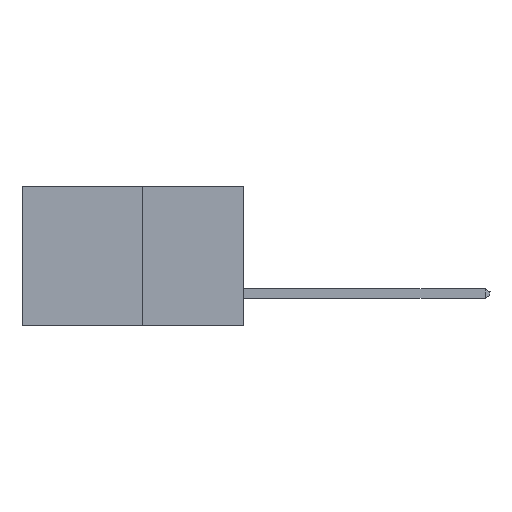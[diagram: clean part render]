
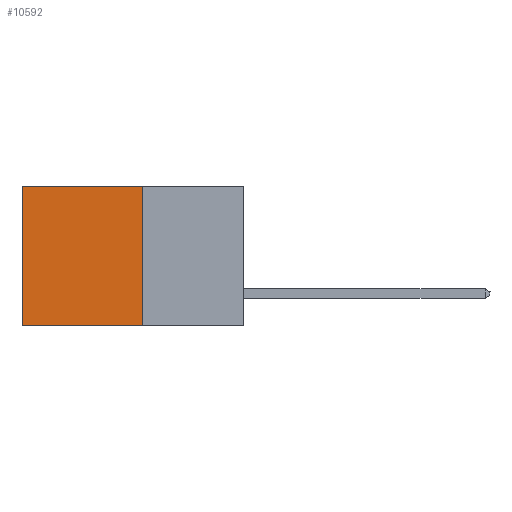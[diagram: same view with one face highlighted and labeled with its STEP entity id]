
A CAD part, left-side view. The second image highlights one B-rep face of the part: STEP entity #10592.
In plain terms, the highlighted planar face has unit normal (-1, 0, 0).
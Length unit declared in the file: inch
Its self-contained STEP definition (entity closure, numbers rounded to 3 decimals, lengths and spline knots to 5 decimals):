
#206 = PLANE ( 'NONE',  #14590 ) ;
#257 = VECTOR ( 'NONE', #15175, 39.37008 ) ;
#306 = CARTESIAN_POINT ( 'NONE',  ( 0.277, 0.59, -0.37 ) ) ;
#481 = CARTESIAN_POINT ( 'NONE',  ( 0.277, 0.59, 0. ) ) ;
#583 = VERTEX_POINT ( 'NONE', #481 ) ;
#2327 = ORIENTED_EDGE ( 'NONE', *, *, #8803, .F. ) ;
#2808 = EDGE_CURVE ( 'NONE', #8092, #583, #14349, .T. ) ;
#3039 = CARTESIAN_POINT ( 'NONE',  ( 0.277, 0.27, -0.37 ) ) ;
#3126 = EDGE_CURVE ( 'NONE', #583, #8181, #11057, .T. ) ;
#3209 = DIRECTION ( 'NONE',  ( 0., 1., 0. ) ) ;
#4545 = VERTEX_POINT ( 'NONE', #12981 ) ;
#5476 = LINE ( 'NONE', #9522, #14419 ) ;
#5941 = DIRECTION ( 'NONE',  ( 1., 0., 0. ) ) ;
#5983 = EDGE_CURVE ( 'NONE', #4545, #8181, #13145, .T. ) ;
#6111 = CARTESIAN_POINT ( 'NONE',  ( 0.277, 0.27, -0.37 ) ) ;
#8092 = VERTEX_POINT ( 'NONE', #13455 ) ;
#8181 = VERTEX_POINT ( 'NONE', #306 ) ;
#8233 = FACE_OUTER_BOUND ( 'NONE', #13007, .T. ) ;
#8803 = EDGE_CURVE ( 'NONE', #8092, #4545, #5476, .T. ) ;
#9522 = CARTESIAN_POINT ( 'NONE',  ( 0.277, 0.27, -0.37 ) ) ;
#9789 = ORIENTED_EDGE ( 'NONE', *, *, #3126, .T. ) ;
#10592 = ADVANCED_FACE ( 'NONE', ( #8233 ), #206, .F. ) ;
#11057 = LINE ( 'NONE', #15120, #257 ) ;
#11075 = VECTOR ( 'NONE', #11215, 39.37008 ) ;
#11215 = DIRECTION ( 'NONE',  ( 0., 1., 0. ) ) ;
#11363 = ORIENTED_EDGE ( 'NONE', *, *, #5983, .F. ) ;
#12026 = DIRECTION ( 'NONE',  ( 0., 0., -1. ) ) ;
#12566 = CARTESIAN_POINT ( 'NONE',  ( 0.277, 0.27, 0. ) ) ;
#12981 = CARTESIAN_POINT ( 'NONE',  ( 0.277, 0.27, -0.37 ) ) ;
#13007 = EDGE_LOOP ( 'NONE', ( #9789, #11363, #2327, #16160 ) ) ;
#13145 = LINE ( 'NONE', #6111, #16023 ) ;
#13455 = CARTESIAN_POINT ( 'NONE',  ( 0.277, 0.27, 0. ) ) ;
#14349 = LINE ( 'NONE', #12566, #11075 ) ;
#14419 = VECTOR ( 'NONE', #12026, 39.37008 ) ;
#14590 = AXIS2_PLACEMENT_3D ( 'NONE', #3039, #5941, #14741 ) ;
#14741 = DIRECTION ( 'NONE',  ( 0., 0., -1. ) ) ;
#15120 = CARTESIAN_POINT ( 'NONE',  ( 0.277, 0.59, -0.37 ) ) ;
#15175 = DIRECTION ( 'NONE',  ( 0., 0., -1. ) ) ;
#16023 = VECTOR ( 'NONE', #3209, 39.37008 ) ;
#16160 = ORIENTED_EDGE ( 'NONE', *, *, #2808, .T. ) ;
